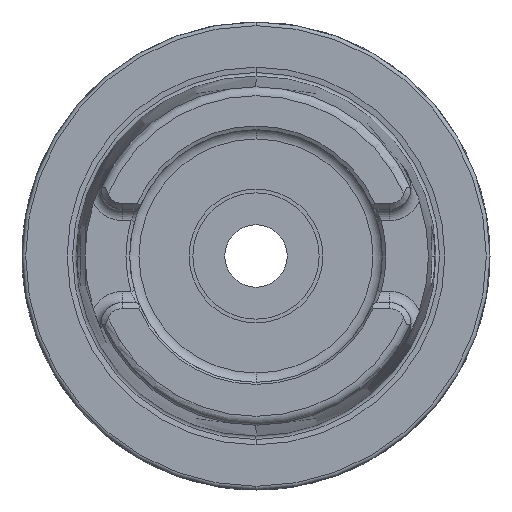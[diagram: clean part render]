
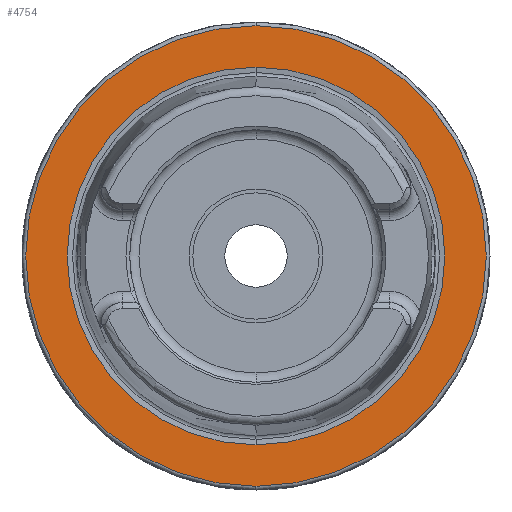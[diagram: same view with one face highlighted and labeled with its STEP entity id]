
A CAD part, left-side view. The second image highlights one B-rep face of the part: STEP entity #4754.
In plain terms, the highlighted planar face has unit normal (-1, 0, 0).
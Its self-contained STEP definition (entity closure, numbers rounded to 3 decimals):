
#1265=CARTESIAN_POINT('',(0.,0.,0.));
#1266=DIRECTION('',(1.,0.,0.));
#1267=DIRECTION('',(0.,0.,-1.));
#1268=AXIS2_PLACEMENT_3D('',#1265,#1266,#1267);
#1270=CARTESIAN_POINT('',(0.,0.,0.));
#1271=DIRECTION('',(1.,0.,0.));
#1272=DIRECTION('',(0.,0.,1.));
#1273=AXIS2_PLACEMENT_3D('',#1270,#1271,#1272);
#1275=CARTESIAN_POINT('',(0.,0.,0.));
#1276=DIRECTION('',(-1.,0.,0.));
#1277=DIRECTION('',(0.,0.,1.));
#1278=AXIS2_PLACEMENT_3D('',#1275,#1276,#1277);
#1280=CARTESIAN_POINT('',(0.,0.,0.));
#1281=DIRECTION('',(-1.,0.,0.));
#1282=DIRECTION('',(0.,0.,-1.));
#1283=AXIS2_PLACEMENT_3D('',#1280,#1281,#1282);
#2797=CARTESIAN_POINT('',(0.,0.,-25.42));
#2798=CARTESIAN_POINT('',(0.,0.,25.42));
#2799=VERTEX_POINT('',#2797);
#2800=VERTEX_POINT('',#2798);
#3126=CARTESIAN_POINT('',(0.,0.,31.));
#3127=CARTESIAN_POINT('',(0.,0.,-31.));
#3128=VERTEX_POINT('',#3126);
#3129=VERTEX_POINT('',#3127);
#4738=CARTESIAN_POINT('',(0.,0.,0.));
#4739=DIRECTION('',(1.,0.,0.));
#4740=DIRECTION('',(0.,0.,1.));
#4741=AXIS2_PLACEMENT_3D('',#4738,#4739,#4740);
#4742=PLANE('',#4741);
#4743=ORIENTED_EDGE('',*,*,#4728,.F.);
#4745=ORIENTED_EDGE('',*,*,#4744,.F.);
#4746=EDGE_LOOP('',(#4743,#4745));
#4747=FACE_OUTER_BOUND('',#4746,.F.);
#4749=ORIENTED_EDGE('',*,*,#4748,.F.);
#4751=ORIENTED_EDGE('',*,*,#4750,.F.);
#4752=EDGE_LOOP('',(#4749,#4751));
#4753=FACE_BOUND('',#4752,.F.);
#4754=ADVANCED_FACE('',(#4747,#4753),#4742,.F.);
#1269=CIRCLE('',#1268,25.42);
#1274=CIRCLE('',#1273,25.42);
#1279=CIRCLE('',#1278,31.);
#1284=CIRCLE('',#1283,31.);
#4728=EDGE_CURVE('',#3128,#3129,#1279,.T.);
#4744=EDGE_CURVE('',#3129,#3128,#1284,.T.);
#4748=EDGE_CURVE('',#2799,#2800,#1269,.T.);
#4750=EDGE_CURVE('',#2800,#2799,#1274,.T.);
